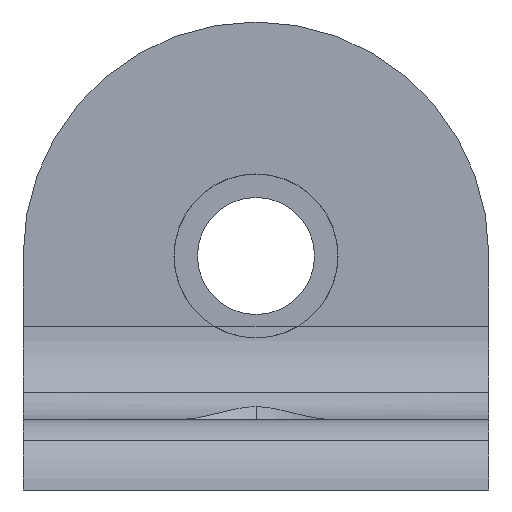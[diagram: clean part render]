
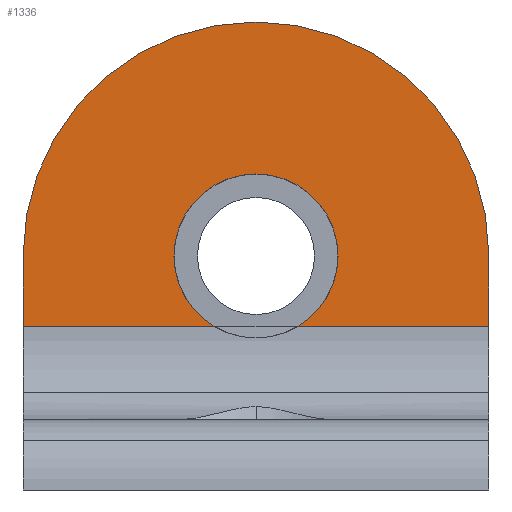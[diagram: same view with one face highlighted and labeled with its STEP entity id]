
A CAD part, front view. The second image highlights one B-rep face of the part: STEP entity #1336.
In plain terms, the highlighted planar face has unit normal (0, -1, 0).
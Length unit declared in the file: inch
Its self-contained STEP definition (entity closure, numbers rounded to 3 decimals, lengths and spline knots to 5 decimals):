
#341=CARTESIAN_POINT('',(0.,-0.22491,0.74971));
#342=VERTEX_POINT('',#341);
#358=CARTESIAN_POINT('',(-0.74596,-0.22491,0.00375));
#359=VERTEX_POINT('',#358);
#366=CARTESIAN_POINT('',(0.0,-0.22491,0.00375));
#367=DIRECTION('',(0.0,1.0,0.0));
#368=DIRECTION('',(0.0,0.0,1.0));
#369=AXIS2_PLACEMENT_3D('',#366,#367,#368);
#370=CIRCLE('',#369,0.74596);
#371=EDGE_CURVE('',#359,#342,#370,.T.);
#953=CARTESIAN_POINT('',(0.26277,-0.22491,0.));
#954=VERTEX_POINT('',#953);
#963=CARTESIAN_POINT('',(-0.26277,-0.22491,0.));
#964=VERTEX_POINT('',#963);
#965=CARTESIAN_POINT('',(0.,-0.22491,0.0));
#966=DIRECTION('',(0.0,1.0,0.0));
#967=DIRECTION('',(1.0,0.0,0.0));
#968=AXIS2_PLACEMENT_3D('',#965,#966,#967);
#969=CIRCLE('',#968,0.26277);
#970=EDGE_CURVE('',#964,#954,#969,.T.);
#1004=CARTESIAN_POINT('',(-0.13588,-0.22491,-0.22491));
#1005=VERTEX_POINT('',#1004);
#1006=CARTESIAN_POINT('',(0.,-0.22491,0.0));
#1007=DIRECTION('',(0.0,1.0,0.0));
#1008=DIRECTION('',(1.0,0.0,0.0));
#1009=AXIS2_PLACEMENT_3D('',#1006,#1007,#1008);
#1010=CIRCLE('',#1009,0.26277);
#1011=EDGE_CURVE('',#1005,#964,#1010,.T.);
#1013=CARTESIAN_POINT('',(0.13588,-0.22491,-0.22491));
#1014=VERTEX_POINT('',#1013);
#1022=CARTESIAN_POINT('',(0.,-0.22491,0.0));
#1023=DIRECTION('',(0.0,1.0,0.0));
#1024=DIRECTION('',(1.0,0.0,0.0));
#1025=AXIS2_PLACEMENT_3D('',#1022,#1023,#1024);
#1026=CIRCLE('',#1025,0.26277);
#1027=EDGE_CURVE('',#954,#1014,#1026,.T.);
#1140=CARTESIAN_POINT('',(0.74596,-0.22491,-0.22491));
#1141=VERTEX_POINT('',#1140);
#1149=CARTESIAN_POINT('',(0.74596,-0.22491,-0.22491));
#1150=DIRECTION('',(-1.0,0.0,0.0));
#1151=VECTOR('',#1150,0.61008);
#1152=LINE('',#1149,#1151);
#1153=EDGE_CURVE('',#1141,#1014,#1152,.T.);
#1156=CARTESIAN_POINT('',(-0.74596,-0.22491,-0.22491));
#1157=VERTEX_POINT('',#1156);
#1158=CARTESIAN_POINT('',(-0.13588,-0.22491,-0.22491));
#1159=DIRECTION('',(-1.0,0.0,0.0));
#1160=VECTOR('',#1159,0.61008);
#1161=LINE('',#1158,#1160);
#1162=EDGE_CURVE('',#1005,#1157,#1161,.T.);
#1246=CARTESIAN_POINT('',(-0.74596,-0.22491,-0.22491));
#1247=DIRECTION('',(0.0,0.0,1.0));
#1248=VECTOR('',#1247,0.22866);
#1249=LINE('',#1246,#1248);
#1250=EDGE_CURVE('',#1157,#359,#1249,.T.);
#1307=CARTESIAN_POINT('',(-0.74596,-0.22491,0.00375));
#1308=DIRECTION('',(0.0,1.0,0.0));
#1309=DIRECTION('',(0.0,0.0,1.0));
#1310=AXIS2_PLACEMENT_3D('',#1307,#1308,#1309);
#1311=PLANE('',#1310);
#1312=ORIENTED_EDGE('',*,*,#1011,.T.);
#1313=ORIENTED_EDGE('',*,*,#970,.T.);
#1314=ORIENTED_EDGE('',*,*,#1027,.T.);
#1315=ORIENTED_EDGE('',*,*,#1153,.F.);
#1316=CARTESIAN_POINT('',(0.74596,-0.22491,0.00375));
#1317=VERTEX_POINT('',#1316);
#1318=CARTESIAN_POINT('',(0.74596,-0.22491,0.00375));
#1319=DIRECTION('',(0.0,0.0,-1.0));
#1320=VECTOR('',#1319,0.22866);
#1321=LINE('',#1318,#1320);
#1322=EDGE_CURVE('',#1317,#1141,#1321,.T.);
#1323=ORIENTED_EDGE('',*,*,#1322,.F.);
#1324=CARTESIAN_POINT('',(0.0,-0.22491,0.00375));
#1325=DIRECTION('',(0.0,1.0,0.0));
#1326=DIRECTION('',(0.0,0.0,1.0));
#1327=AXIS2_PLACEMENT_3D('',#1324,#1325,#1326);
#1328=CIRCLE('',#1327,0.74596);
#1329=EDGE_CURVE('',#342,#1317,#1328,.T.);
#1330=ORIENTED_EDGE('',*,*,#1329,.F.);
#1331=ORIENTED_EDGE('',*,*,#371,.F.);
#1332=ORIENTED_EDGE('',*,*,#1250,.F.);
#1333=ORIENTED_EDGE('',*,*,#1162,.F.);
#1334=EDGE_LOOP('',(#1312,#1313,#1314,#1315,#1323,#1330,#1331,#1332,#1333));
#1335=FACE_OUTER_BOUND('',#1334,.T.);
#1336=ADVANCED_FACE('',(#1335),#1311,.F.);
